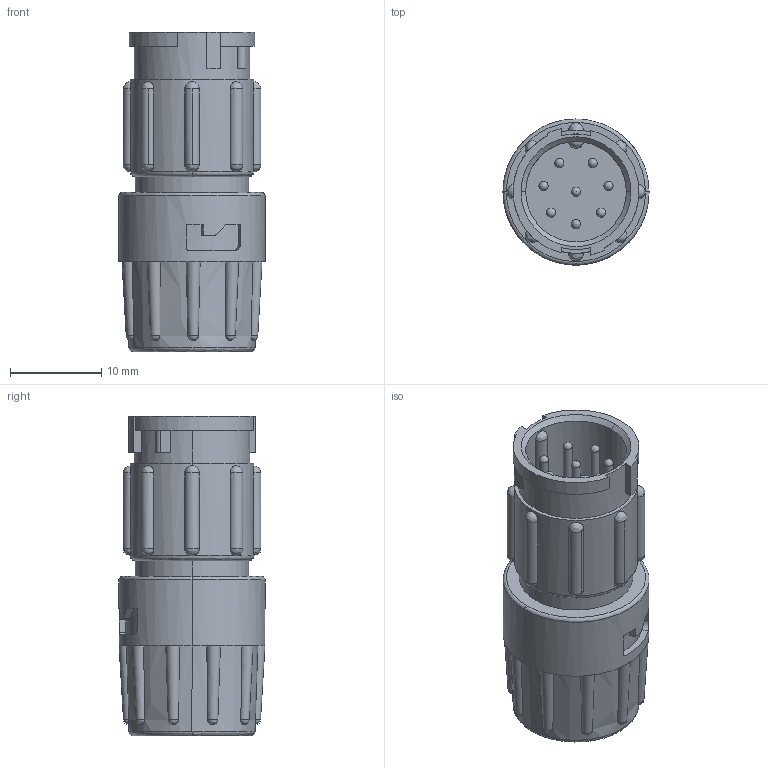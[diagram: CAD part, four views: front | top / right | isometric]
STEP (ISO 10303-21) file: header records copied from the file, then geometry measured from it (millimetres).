
FILE_DESCRIPTION (( 'STEP AP203' ), '1' );
FILE_NAME ('8280-8PG-3XX.STEP', '2017-04-19T21:45:25', ( '' ), ( '' ), 'SwSTEP 2.0', 'SolidWorks 2014', '' );
FILE_SCHEMA (( 'CONFIG_CONTROL_DESIGN' ));
Length unit declared in the file: inch
Products named in the file (1): 8280-8PG-3XX
Bounding box: 16 x 16 x 35.05 mm (x, y, z)
Volume: 4716.6 mm3; surface area: 2713.7 mm2
Topology: 1 solids, 1 shells, 169 faces, 509 edges, 310 vertices
Faces by surface type: bspline 58, cylinder 57, plane 49, cone 4, sphere 1
Entity records: 10707 total; most frequent: CARTESIAN_POINT 6673, ORIENTED_EDGE 920, DIRECTION 725, EDGE_CURVE 460, VERTEX_POINT 308, AXIS2_PLACEMENT_3D 298, CIRCLE 186, EDGE_LOOP 184
